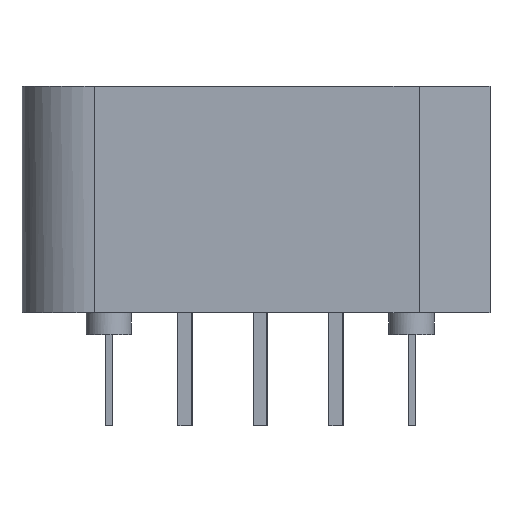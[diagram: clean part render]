
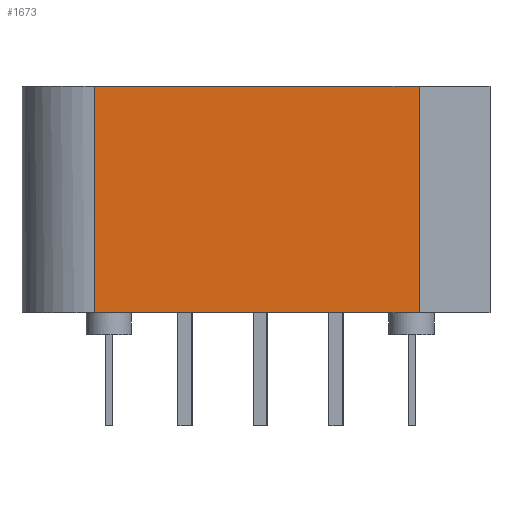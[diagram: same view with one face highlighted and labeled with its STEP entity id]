
A CAD part, front view. The second image highlights one B-rep face of the part: STEP entity #1673.
In plain terms, the highlighted planar face has unit normal (0, -1, 0).
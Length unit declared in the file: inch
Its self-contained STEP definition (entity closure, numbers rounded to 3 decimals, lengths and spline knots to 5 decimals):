
#731=PLANE('',#18047);
#1673=ADVANCED_FACE('',(#2956),#731,.T.);
#2956=FACE_OUTER_BOUND('',#3932,.T.);
#3932=EDGE_LOOP('',(#9577,#9578,#9579,#9580));
#9577=ORIENTED_EDGE('',*,*,#14279,.T.);
#9578=ORIENTED_EDGE('',*,*,#14280,.T.);
#9579=ORIENTED_EDGE('',*,*,#14274,.T.);
#9580=ORIENTED_EDGE('',*,*,#14277,.T.);
#11453=VERTEX_POINT('',#34092);
#11454=VERTEX_POINT('',#34097);
#11455=VERTEX_POINT('',#34109);
#11456=VERTEX_POINT('',#34121);
#14274=EDGE_CURVE('',#11454,#11453,#17098,.T.);
#14277=EDGE_CURVE('',#11453,#11455,#17101,.T.);
#14279=EDGE_CURVE('',#11455,#11456,#17103,.T.);
#14280=EDGE_CURVE('',#11456,#11454,#17104,.T.);
#17098=B_SPLINE_CURVE_WITH_KNOTS('',3,(#34093,#34094,#34095,#34096),.UNSPECIFIED.,
.F.,.F.,(4,4),(0.,1.),.UNSPECIFIED.);
#17101=B_SPLINE_CURVE_WITH_KNOTS('',3,(#34110,#34111,#34112,#34113),.UNSPECIFIED.,
.F.,.F.,(4,4),(0.,1.),.UNSPECIFIED.);
#17103=B_SPLINE_CURVE_WITH_KNOTS('',3,(#34122,#34123,#34124,#34125),.UNSPECIFIED.,
.F.,.F.,(4,4),(0.,1.),.UNSPECIFIED.);
#17104=B_SPLINE_CURVE_WITH_KNOTS('',3,(#34127,#34128,#34129,#34130),.UNSPECIFIED.,
.F.,.F.,(4,4),(0.,1.),.UNSPECIFIED.);
#18047=AXIS2_PLACEMENT_3D('',#34132,#19932,#19933);
#19932=DIRECTION('',(0.,-1.,0.));
#19933=DIRECTION('',(0.,0.,-1.));
#34092=CARTESIAN_POINT('',(0.826,0.135,0.));
#34093=CARTESIAN_POINT('',(0.396,0.135,0.));
#34094=CARTESIAN_POINT('',(0.53933,0.135,0.));
#34095=CARTESIAN_POINT('',(0.68267,0.135,0.));
#34096=CARTESIAN_POINT('',(0.826,0.135,0.));
#34097=CARTESIAN_POINT('',(0.396,0.135,0.));
#34109=CARTESIAN_POINT('',(0.826,0.135,0.3));
#34110=CARTESIAN_POINT('',(0.826,0.135,0.));
#34111=CARTESIAN_POINT('',(0.826,0.135,0.1));
#34112=CARTESIAN_POINT('',(0.826,0.135,0.2));
#34113=CARTESIAN_POINT('',(0.826,0.135,0.3));
#34121=CARTESIAN_POINT('',(0.396,0.135,0.3));
#34122=CARTESIAN_POINT('',(0.826,0.135,0.3));
#34123=CARTESIAN_POINT('',(0.68267,0.135,0.3));
#34124=CARTESIAN_POINT('',(0.53933,0.135,0.3));
#34125=CARTESIAN_POINT('',(0.396,0.135,0.3));
#34127=CARTESIAN_POINT('',(0.396,0.135,0.3));
#34128=CARTESIAN_POINT('',(0.396,0.135,0.2));
#34129=CARTESIAN_POINT('',(0.396,0.135,0.1));
#34130=CARTESIAN_POINT('',(0.396,0.135,0.));
#34132=CARTESIAN_POINT('',(0.181,0.135,0.45));
